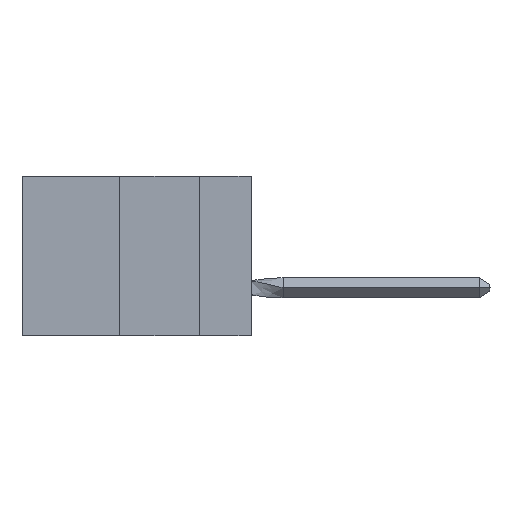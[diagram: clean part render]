
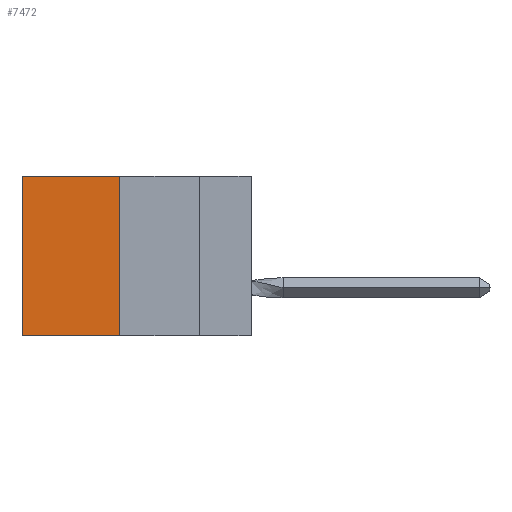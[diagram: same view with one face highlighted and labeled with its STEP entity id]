
A CAD part, left-side view. The second image highlights one B-rep face of the part: STEP entity #7472.
In plain terms, the highlighted planar face has unit normal (-1, 0, 0).
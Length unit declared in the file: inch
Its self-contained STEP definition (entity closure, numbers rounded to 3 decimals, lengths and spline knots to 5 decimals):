
#39 = FACE_OUTER_BOUND ( 'NONE', #9001, .T. ) ;
#317 = CARTESIAN_POINT ( 'NONE',  ( 0.305, 0.413, -0.5 ) ) ;
#1843 = AXIS2_PLACEMENT_3D ( 'NONE', #2691, #9401, #5651 ) ;
#2328 = VECTOR ( 'NONE', #5226, 39.37008 ) ;
#2580 = EDGE_CURVE ( 'NONE', #11328, #10815, #8174, .T. ) ;
#2691 = CARTESIAN_POINT ( 'NONE',  ( 0.305, 0.413, -0.5 ) ) ;
#2833 = ORIENTED_EDGE ( 'NONE', *, *, #7542, .T. ) ;
#3012 = CARTESIAN_POINT ( 'NONE',  ( 0.305, 0.413, 0. ) ) ;
#3141 = LINE ( 'NONE', #3012, #12518 ) ;
#3928 = DIRECTION ( 'NONE',  ( 0., 1., 0. ) ) ;
#4450 = CARTESIAN_POINT ( 'NONE',  ( 0.305, 0.413, -0.5 ) ) ;
#4479 = CARTESIAN_POINT ( 'NONE',  ( 0.305, 0.413, 0. ) ) ;
#5075 = EDGE_CURVE ( 'NONE', #11328, #7050, #3141, .T. ) ;
#5226 = DIRECTION ( 'NONE',  ( 0., 0., -1. ) ) ;
#5651 = DIRECTION ( 'NONE',  ( 0., 0., -1. ) ) ;
#5910 = VECTOR ( 'NONE', #10641, 39.37008 ) ;
#6045 = LINE ( 'NONE', #8514, #8923 ) ;
#6873 = ORIENTED_EDGE ( 'NONE', *, *, #2580, .F. ) ;
#7050 = VERTEX_POINT ( 'NONE', #9944 ) ;
#7472 = ADVANCED_FACE ( 'NONE', ( #39 ), #12399, .F. ) ;
#7542 = EDGE_CURVE ( 'NONE', #7050, #8090, #6045, .T. ) ;
#8090 = VERTEX_POINT ( 'NONE', #12212 ) ;
#8174 = LINE ( 'NONE', #317, #2328 ) ;
#8470 = DIRECTION ( 'NONE',  ( 0., 0., -1. ) ) ;
#8514 = CARTESIAN_POINT ( 'NONE',  ( 0.305, 0.72, -0.5 ) ) ;
#8923 = VECTOR ( 'NONE', #8470, 39.37008 ) ;
#8998 = ORIENTED_EDGE ( 'NONE', *, *, #5075, .T. ) ;
#9001 = EDGE_LOOP ( 'NONE', ( #2833, #11732, #6873, #8998 ) ) ;
#9401 = DIRECTION ( 'NONE',  ( 1., 0., 0. ) ) ;
#9815 = CARTESIAN_POINT ( 'NONE',  ( 0.305, 0.413, -0.5 ) ) ;
#9944 = CARTESIAN_POINT ( 'NONE',  ( 0.305, 0.72, 0. ) ) ;
#10641 = DIRECTION ( 'NONE',  ( 0., 1., 0. ) ) ;
#10815 = VERTEX_POINT ( 'NONE', #4450 ) ;
#11328 = VERTEX_POINT ( 'NONE', #4479 ) ;
#11732 = ORIENTED_EDGE ( 'NONE', *, *, #12210, .F. ) ;
#12136 = LINE ( 'NONE', #9815, #5910 ) ;
#12210 = EDGE_CURVE ( 'NONE', #10815, #8090, #12136, .T. ) ;
#12212 = CARTESIAN_POINT ( 'NONE',  ( 0.305, 0.72, -0.5 ) ) ;
#12399 = PLANE ( 'NONE',  #1843 ) ;
#12518 = VECTOR ( 'NONE', #3928, 39.37008 ) ;
